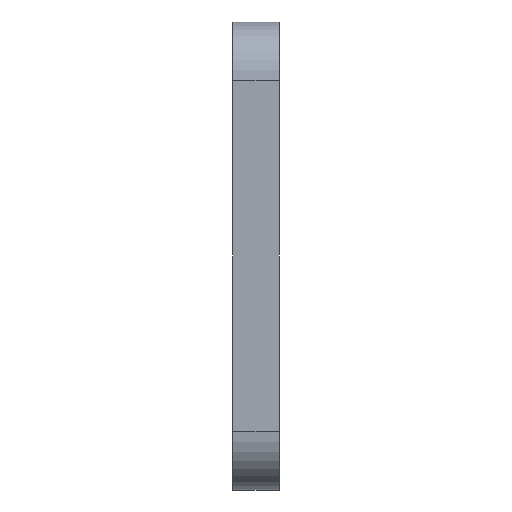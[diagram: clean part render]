
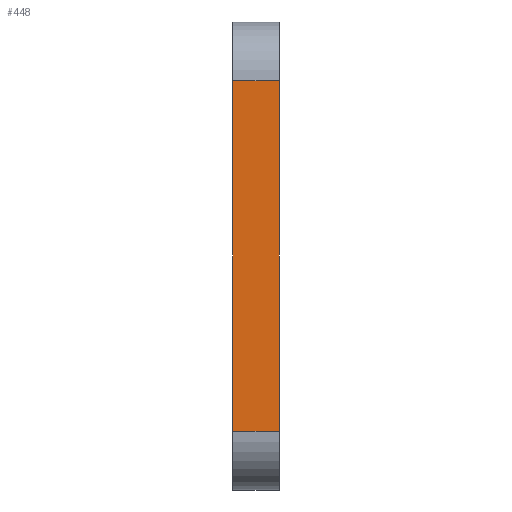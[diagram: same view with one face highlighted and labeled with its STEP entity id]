
A CAD part, left-side view. The second image highlights one B-rep face of the part: STEP entity #448.
In plain terms, the highlighted planar face has unit normal (-1, 0, 0).
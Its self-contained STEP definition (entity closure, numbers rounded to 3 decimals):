
#2 = DIRECTION ( 'NONE',  ( 0., 0., -1. ) ) ;
#10 = LINE ( 'NONE', #104, #435 ) ;
#43 = CARTESIAN_POINT ( 'NONE',  ( -42.5, 0., 20. ) ) ;
#60 = CARTESIAN_POINT ( 'NONE',  ( -42.5, 4., 20. ) ) ;
#84 = ORIENTED_EDGE ( 'NONE', *, *, #136, .T. ) ;
#104 = CARTESIAN_POINT ( 'NONE',  ( -42.5, 4., 15. ) ) ;
#109 = EDGE_CURVE ( 'NONE', #699, #431, #324, .T. ) ;
#136 = EDGE_CURVE ( 'NONE', #431, #842, #186, .T. ) ;
#156 = EDGE_CURVE ( 'NONE', #699, #267, #534, .T. ) ;
#184 = VECTOR ( 'NONE', #751, 1000. ) ;
#186 = LINE ( 'NONE', #43, #184 ) ;
#199 = EDGE_LOOP ( 'NONE', ( #84, #821, #628, #719 ) ) ;
#257 = CARTESIAN_POINT ( 'NONE',  ( -42.5, 4., -15. ) ) ;
#267 = VERTEX_POINT ( 'NONE', #548 ) ;
#299 = VECTOR ( 'NONE', #669, 1000. ) ;
#324 = LINE ( 'NONE', #257, #299 ) ;
#354 = FACE_OUTER_BOUND ( 'NONE', #199, .T. ) ;
#361 = EDGE_CURVE ( 'NONE', #842, #267, #10, .T. ) ;
#421 = DIRECTION ( 'NONE',  ( 1., 0., 0. ) ) ;
#431 = VERTEX_POINT ( 'NONE', #473 ) ;
#435 = VECTOR ( 'NONE', #605, 1000. ) ;
#448 = ADVANCED_FACE ( 'NONE', ( #354 ), #703, .F. ) ;
#464 = CARTESIAN_POINT ( 'NONE',  ( -42.5, 4., 20. ) ) ;
#473 = CARTESIAN_POINT ( 'NONE',  ( -42.5, 0., -15. ) ) ;
#483 = VECTOR ( 'NONE', #538, 1000. ) ;
#534 = LINE ( 'NONE', #464, #483 ) ;
#538 = DIRECTION ( 'NONE',  ( 0., 0., 1. ) ) ;
#548 = CARTESIAN_POINT ( 'NONE',  ( -42.5, 4., 15. ) ) ;
#601 = CARTESIAN_POINT ( 'NONE',  ( -42.5, 0., 15. ) ) ;
#605 = DIRECTION ( 'NONE',  ( 0., 1., 0. ) ) ;
#628 = ORIENTED_EDGE ( 'NONE', *, *, #156, .F. ) ;
#669 = DIRECTION ( 'NONE',  ( 0., -1., 0. ) ) ;
#699 = VERTEX_POINT ( 'NONE', #798 ) ;
#703 = PLANE ( 'NONE',  #896 ) ;
#719 = ORIENTED_EDGE ( 'NONE', *, *, #109, .T. ) ;
#751 = DIRECTION ( 'NONE',  ( 0., 0., 1. ) ) ;
#798 = CARTESIAN_POINT ( 'NONE',  ( -42.5, 4., -15. ) ) ;
#821 = ORIENTED_EDGE ( 'NONE', *, *, #361, .T. ) ;
#842 = VERTEX_POINT ( 'NONE', #601 ) ;
#896 = AXIS2_PLACEMENT_3D ( 'NONE', #60, #421, #2 ) ;
